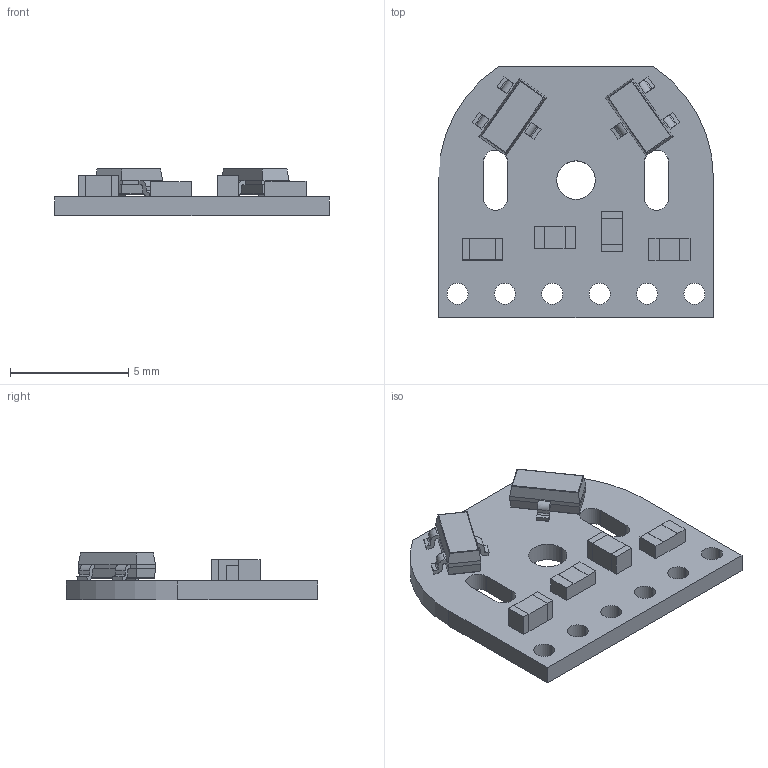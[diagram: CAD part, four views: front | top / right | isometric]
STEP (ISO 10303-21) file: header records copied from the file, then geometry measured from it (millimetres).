
FILE_DESCRIPTION (( 'STEP AP214' ), '1' );
FILE_NAME ('magnetic-encoder-pair-kit-for-micro-metal-gearmotors-hpcb-compatible-enc03a.step', '2017-01-19T18:36:21', ( '' ), ( '' ), 'SwSTEP 2.0', 'SolidWorks 2016', '' );
FILE_SCHEMA (( 'AUTOMOTIVE_DESIGN' ));
Length unit declared in the file: millimetre
Products named in the file (1): magnetic-encoder-pair-kit-for-micro-metal-gearmotors-hpcb-compatible-enc03a
Bounding box: 11.6 x 10.6 x 1.99 mm (x, y, z)
Volume: 97.4 mm3; surface area: 327.8 mm2
Topology: 1 solids, 1 shells, 563 faces, 1504 edges, 982 vertices
Faces by surface type: plane 342, bspline 161, cylinder 60
Entity records: 29295 total; most frequent: CARTESIAN_POINT 10071, ORIENTED_EDGE 3008, DIRECTION 2060, EDGE_CURVE 1504, LINE 1078, VECTOR 1078, VERTEX_POINT 982, EDGE_LOOP 628
